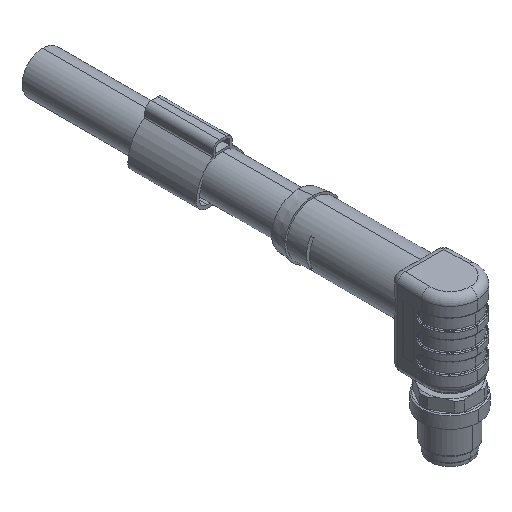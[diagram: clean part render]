
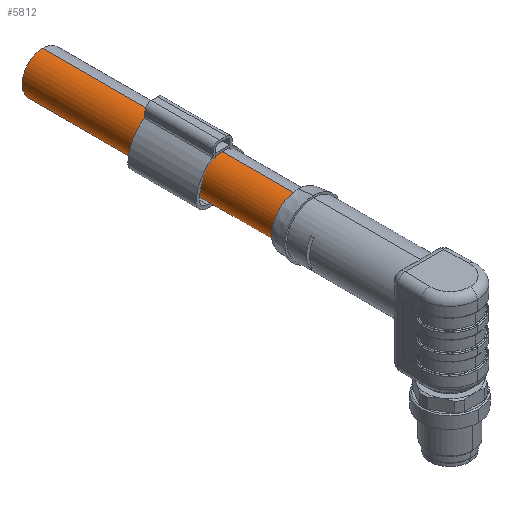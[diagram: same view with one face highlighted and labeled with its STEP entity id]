
A CAD part, isometric view. The second image highlights one B-rep face of the part: STEP entity #5812.
In plain terms, the highlighted cylindrical face has radius 5.5 mm (diameter 11 mm), a partial arc.
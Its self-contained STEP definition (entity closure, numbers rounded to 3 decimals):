
#5791=AXIS2_PLACEMENT_3D('Cylinder Axis2P3D',#5788,#5789,#5790) ;
#5795=AXIS2_PLACEMENT_3D('Circle Axis2P3D',#5793,#5794,$) ;
#5802=AXIS2_PLACEMENT_3D('Circle Axis2P3D',#5800,#5801,$) ;
#2288=CARTESIAN_POINT('Control Point',(7.5,47.5,38.2)) ;
#2289=CARTESIAN_POINT('Control Point',(6.926,47.5,38.2)) ;
#2290=CARTESIAN_POINT('Control Point',(6.351,47.5,38.125)) ;
#2291=CARTESIAN_POINT('Control Point',(5.79,47.5,37.975)) ;
#2292=CARTESIAN_POINT('Control Point',(4.719,47.5,37.532)) ;
#2293=CARTESIAN_POINT('Control Point',(3.798,47.5,36.829)) ;
#2294=CARTESIAN_POINT('Control Point',(3.386,47.5,36.419)) ;
#2295=CARTESIAN_POINT('Control Point',(2.68,47.5,35.501)) ;
#2296=CARTESIAN_POINT('Control Point',(2.232,47.5,34.432)) ;
#2297=CARTESIAN_POINT('Control Point',(2.08,47.5,33.871)) ;
#2298=CARTESIAN_POINT('Control Point',(1.925,47.5,32.723)) ;
#2299=CARTESIAN_POINT('Control Point',(2.07,47.5,31.573)) ;
#2300=CARTESIAN_POINT('Control Point',(2.218,47.5,31.011)) ;
#2301=CARTESIAN_POINT('Control Point',(2.657,47.5,29.939)) ;
#2302=CARTESIAN_POINT('Control Point',(3.356,47.5,29.015)) ;
#2303=CARTESIAN_POINT('Control Point',(3.764,47.5,28.602)) ;
#2304=CARTESIAN_POINT('Control Point',(4.68,47.5,27.891)) ;
#2305=CARTESIAN_POINT('Control Point',(5.747,47.5,27.439)) ;
#2306=CARTESIAN_POINT('Control Point',(6.307,47.5,27.285)) ;
#2307=CARTESIAN_POINT('Control Point',(6.89,47.5,27.204)) ;
#2308=CARTESIAN_POINT('Control Point',(7.473,47.5,27.2)) ;
#2309=CARTESIAN_POINT('Control Point',(7.482,47.5,27.2)) ;
#2310=CARTESIAN_POINT('Control Point',(7.491,47.5,27.2)) ;
#2311=CARTESIAN_POINT('Control Point',(7.5,47.5,27.2)) ;
#2312=CARTESIAN_POINT('Vertex',(7.5,47.5,38.2)) ;
#2314=CARTESIAN_POINT('Vertex',(7.5,47.5,27.2)) ;
#5754=CARTESIAN_POINT('Line Origine',(7.5,134.807,38.2)) ;
#5758=CARTESIAN_POINT('Vertex',(7.5,114.807,38.2)) ;
#5761=CARTESIAN_POINT('Line Origine',(7.5,134.807,27.2)) ;
#5765=CARTESIAN_POINT('Vertex',(7.5,114.807,27.2)) ;
#5788=CARTESIAN_POINT('Axis2P3D Location',(7.5,134.807,32.7)) ;
#5793=CARTESIAN_POINT('Axis2P3D Location',(7.5,114.807,32.7)) ;
#5797=CARTESIAN_POINT('Vertex',(2.,114.807,32.7)) ;
#5800=CARTESIAN_POINT('Axis2P3D Location',(7.5,114.807,32.7)) ;
#5755=DIRECTION('Vector Direction',(0.,-1.,0.)) ;
#5762=DIRECTION('Vector Direction',(0.,-1.,0.)) ;
#5789=DIRECTION('Axis2P3D Direction',(0.,-1.,0.)) ;
#5790=DIRECTION('Axis2P3D XDirection',(0.,0.,1.)) ;
#5794=DIRECTION('Axis2P3D Direction',(0.,-1.,0.)) ;
#5801=DIRECTION('Axis2P3D Direction',(0.,-1.,0.)) ;
#5756=VECTOR('Line Direction',#5755,1.) ;
#5763=VECTOR('Line Direction',#5762,1.) ;
#5806=ORIENTED_EDGE('',*,*,#5767,.F.) ;
#5807=ORIENTED_EDGE('',*,*,#2316,.F.) ;
#5808=ORIENTED_EDGE('',*,*,#5760,.F.) ;
#5809=ORIENTED_EDGE('',*,*,#5799,.F.) ;
#5810=ORIENTED_EDGE('',*,*,#5804,.F.) ;
#5812=ADVANCED_FACE('Hauptk\X2\00F6\X0\rper',(#5811),#5792,.T.) ;
#2287=B_SPLINE_CURVE_WITH_KNOTS('',5,(#2288,#2289,#2290,#2291,#2292,#2293,#2294,#2295,#2296,#2297,#2298,#2299,#2300,#2301,#2302,#2303,#2304,#2305,#2306,#2307,#2308,#2309,#2310,#2311),.UNSPECIFIED.,.F.,.U.,(6,3,3,3,3,3,3,6),(0.,4.062,8.124,12.186,16.248,20.31,24.372,24.436),.UNSPECIFIED.) ;
#5796=CIRCLE('generated circle',#5795,5.5) ;
#5803=CIRCLE('generated circle',#5802,5.5) ;
#5792=CYLINDRICAL_SURFACE('generated cylinder',#5791,5.5) ;
#2316=EDGE_CURVE('',#2313,#2315,#2287,.T.) ;
#5760=EDGE_CURVE('',#5759,#2313,#5757,.T.) ;
#5767=EDGE_CURVE('',#2315,#5766,#5764,.F.) ;
#5799=EDGE_CURVE('',#5798,#5759,#5796,.F.) ;
#5804=EDGE_CURVE('',#5766,#5798,#5803,.F.) ;
#5805=EDGE_LOOP('',(#5806,#5807,#5808,#5809,#5810)) ;
#5811=FACE_OUTER_BOUND('',#5805,.T.) ;
#5757=LINE('Line',#5754,#5756) ;
#5764=LINE('Line',#5761,#5763) ;
#2313=VERTEX_POINT('',#2312) ;
#2315=VERTEX_POINT('',#2314) ;
#5759=VERTEX_POINT('',#5758) ;
#5766=VERTEX_POINT('',#5765) ;
#5798=VERTEX_POINT('',#5797) ;
